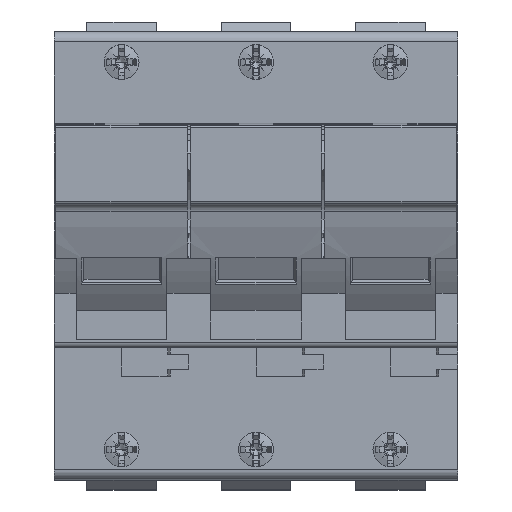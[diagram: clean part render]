
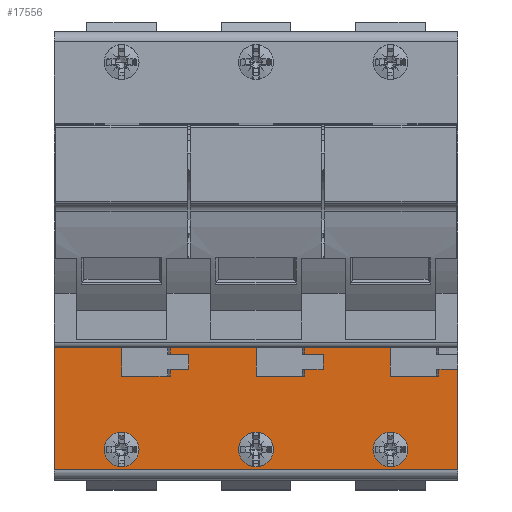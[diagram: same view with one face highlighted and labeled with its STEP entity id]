
A CAD part, top view. The second image highlights one B-rep face of the part: STEP entity #17556.
In plain terms, the highlighted planar face has unit normal (0, 0, 1).
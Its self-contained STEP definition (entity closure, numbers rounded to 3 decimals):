
#101=DIRECTION('',(0.,-1.,0.));
#102=VECTOR('',#101,24.6);
#103=CARTESIAN_POINT('',(0.,-40.2,43.5));
#104=LINE('',#103,#102);
#1291=DIRECTION('',(1.,0.,0.));
#1292=VECTOR('',#1291,81.);
#1293=CARTESIAN_POINT('',(0.,-64.8,43.5));
#1294=LINE('',#1293,#1292);
#1299=DIRECTION('',(1.,0.,0.));
#1300=VECTOR('',#1299,3.75);
#1301=CARTESIAN_POINT('',(50.25,-44.6,43.5));
#1302=LINE('',#1301,#1300);
#1303=DIRECTION('',(0.,1.,0.));
#1304=VECTOR('',#1303,1.4);
#1305=CARTESIAN_POINT('',(50.25,-41.6,43.5));
#1306=LINE('',#1305,#1304);
#1307=DIRECTION('',(1.,0.,0.));
#1308=VECTOR('',#1307,17.25);
#1309=CARTESIAN_POINT('',(50.25,-40.2,43.5));
#1310=LINE('',#1309,#1308);
#1311=DIRECTION('',(1.,0.,0.));
#1312=VECTOR('',#1311,3.75);
#1313=CARTESIAN_POINT('',(77.25,-44.6,43.5));
#1314=LINE('',#1313,#1312);
#1315=DIRECTION('',(1.,0.,0.));
#1316=VECTOR('',#1315,3.75);
#1317=CARTESIAN_POINT('',(23.25,-44.6,43.5));
#1318=LINE('',#1317,#1316);
#1319=DIRECTION('',(0.,1.,0.));
#1320=VECTOR('',#1319,1.4);
#1321=CARTESIAN_POINT('',(23.25,-41.6,43.5));
#1322=LINE('',#1321,#1320);
#1323=DIRECTION('',(1.,0.,0.));
#1324=VECTOR('',#1323,17.25);
#1325=CARTESIAN_POINT('',(23.25,-40.2,43.5));
#1326=LINE('',#1325,#1324);
#1327=CARTESIAN_POINT('',(67.5,-60.7,43.5));
#1328=DIRECTION('',(0.,0.,1.));
#1329=DIRECTION('',(0.,1.,0.));
#1330=AXIS2_PLACEMENT_3D('',#1327,#1328,#1329);
#1332=CARTESIAN_POINT('',(67.5,-60.7,43.5));
#1333=DIRECTION('',(0.,0.,1.));
#1334=DIRECTION('',(0.,-1.,0.));
#1335=AXIS2_PLACEMENT_3D('',#1332,#1333,#1334);
#1337=CARTESIAN_POINT('',(40.5,-60.7,43.5));
#1338=DIRECTION('',(0.,0.,1.));
#1339=DIRECTION('',(0.,1.,0.));
#1340=AXIS2_PLACEMENT_3D('',#1337,#1338,#1339);
#1342=CARTESIAN_POINT('',(40.5,-60.7,43.5));
#1343=DIRECTION('',(0.,0.,1.));
#1344=DIRECTION('',(0.,-1.,0.));
#1345=AXIS2_PLACEMENT_3D('',#1342,#1343,#1344);
#1347=CARTESIAN_POINT('',(13.5,-60.7,43.5));
#1348=DIRECTION('',(0.,0.,1.));
#1349=DIRECTION('',(0.,1.,0.));
#1350=AXIS2_PLACEMENT_3D('',#1347,#1348,#1349);
#1352=CARTESIAN_POINT('',(13.5,-60.7,43.5));
#1353=DIRECTION('',(0.,0.,1.));
#1354=DIRECTION('',(0.,-1.,0.));
#1355=AXIS2_PLACEMENT_3D('',#1352,#1353,#1354);
#1369=DIRECTION('',(0.,-1.,0.));
#1370=VECTOR('',#1369,3.);
#1371=CARTESIAN_POINT('',(54.,-41.6,43.5));
#1372=LINE('',#1371,#1370);
#1405=DIRECTION('',(0.,-1.,0.));
#1406=VECTOR('',#1405,1.4);
#1407=CARTESIAN_POINT('',(50.25,-44.6,43.5));
#1408=LINE('',#1407,#1406);
#1421=DIRECTION('',(-1.,0.,0.));
#1422=VECTOR('',#1421,9.75);
#1423=CARTESIAN_POINT('',(50.25,-46.,43.5));
#1424=LINE('',#1423,#1422);
#1425=DIRECTION('',(0.,1.,0.));
#1426=VECTOR('',#1425,5.8);
#1427=CARTESIAN_POINT('',(40.5,-46.,43.5));
#1428=LINE('',#1427,#1426);
#1453=DIRECTION('',(-1.,0.,0.));
#1454=VECTOR('',#1453,13.5);
#1455=CARTESIAN_POINT('',(13.5,-40.2,43.5));
#1456=LINE('',#1455,#1454);
#3104=DIRECTION('',(0.,1.,0.));
#3105=VECTOR('',#3104,20.2);
#3106=CARTESIAN_POINT('',(81.,-64.8,43.5));
#3107=LINE('',#3106,#3105);
#5456=DIRECTION('',(0.,1.,0.));
#5457=VECTOR('',#5456,5.8);
#5458=CARTESIAN_POINT('',(67.5,-46.,43.5));
#5459=LINE('',#5458,#5457);
#5472=DIRECTION('',(-1.,0.,0.));
#5473=VECTOR('',#5472,9.75);
#5474=CARTESIAN_POINT('',(77.25,-46.,43.5));
#5475=LINE('',#5474,#5473);
#5484=DIRECTION('',(0.,-1.,0.));
#5485=VECTOR('',#5484,1.4);
#5486=CARTESIAN_POINT('',(77.25,-44.6,43.5));
#5487=LINE('',#5486,#5485);
#6093=DIRECTION('',(1.,0.,0.));
#6094=VECTOR('',#6093,3.75);
#6095=CARTESIAN_POINT('',(50.25,-41.6,43.5));
#6096=LINE('',#6095,#6094);
#6121=DIRECTION('',(1.,0.,0.));
#6122=VECTOR('',#6121,3.75);
#6123=CARTESIAN_POINT('',(23.25,-41.6,43.5));
#6124=LINE('',#6123,#6122);
#6129=DIRECTION('',(0.,-1.,0.));
#6130=VECTOR('',#6129,3.);
#6131=CARTESIAN_POINT('',(27.,-41.6,43.5));
#6132=LINE('',#6131,#6130);
#6165=DIRECTION('',(0.,-1.,0.));
#6166=VECTOR('',#6165,1.4);
#6167=CARTESIAN_POINT('',(23.25,-44.6,43.5));
#6168=LINE('',#6167,#6166);
#6181=DIRECTION('',(-1.,0.,0.));
#6182=VECTOR('',#6181,9.75);
#6183=CARTESIAN_POINT('',(23.25,-46.,43.5));
#6184=LINE('',#6183,#6182);
#6185=DIRECTION('',(0.,1.,0.));
#6186=VECTOR('',#6185,5.8);
#6187=CARTESIAN_POINT('',(13.5,-46.,43.5));
#6188=LINE('',#6187,#6186);
#12572=CARTESIAN_POINT('',(0.,-40.2,43.5));
#12573=VERTEX_POINT('',#12572);
#12574=CARTESIAN_POINT('',(0.,-64.8,43.5));
#12575=VERTEX_POINT('',#12574);
#13410=CARTESIAN_POINT('',(81.,-64.8,43.5));
#13411=VERTEX_POINT('',#13410);
#13412=CARTESIAN_POINT('',(50.25,-44.6,43.5));
#13413=CARTESIAN_POINT('',(54.,-44.6,43.5));
#13414=VERTEX_POINT('',#13412);
#13415=VERTEX_POINT('',#13413);
#13416=CARTESIAN_POINT('',(54.,-41.6,43.5));
#13417=VERTEX_POINT('',#13416);
#13418=CARTESIAN_POINT('',(50.25,-41.6,43.5));
#13419=VERTEX_POINT('',#13418);
#13420=CARTESIAN_POINT('',(50.25,-40.2,43.5));
#13421=VERTEX_POINT('',#13420);
#13422=CARTESIAN_POINT('',(67.5,-40.2,43.5));
#13423=VERTEX_POINT('',#13422);
#13424=CARTESIAN_POINT('',(67.5,-46.,43.5));
#13425=VERTEX_POINT('',#13424);
#13426=CARTESIAN_POINT('',(77.25,-46.,43.5));
#13427=VERTEX_POINT('',#13426);
#13428=CARTESIAN_POINT('',(77.25,-44.6,43.5));
#13429=VERTEX_POINT('',#13428);
#13430=CARTESIAN_POINT('',(81.,-44.6,43.5));
#13431=VERTEX_POINT('',#13430);
#13432=CARTESIAN_POINT('',(13.5,-40.2,43.5));
#13433=VERTEX_POINT('',#13432);
#13434=CARTESIAN_POINT('',(13.5,-46.,43.5));
#13435=VERTEX_POINT('',#13434);
#13436=CARTESIAN_POINT('',(23.25,-46.,43.5));
#13437=VERTEX_POINT('',#13436);
#13438=CARTESIAN_POINT('',(23.25,-44.6,43.5));
#13439=VERTEX_POINT('',#13438);
#13440=CARTESIAN_POINT('',(27.,-44.6,43.5));
#13441=VERTEX_POINT('',#13440);
#13442=CARTESIAN_POINT('',(27.,-41.6,43.5));
#13443=VERTEX_POINT('',#13442);
#13444=CARTESIAN_POINT('',(23.25,-41.6,43.5));
#13445=VERTEX_POINT('',#13444);
#13446=CARTESIAN_POINT('',(23.25,-40.2,43.5));
#13447=VERTEX_POINT('',#13446);
#13448=CARTESIAN_POINT('',(40.5,-40.2,43.5));
#13449=VERTEX_POINT('',#13448);
#13450=CARTESIAN_POINT('',(40.5,-46.,43.5));
#13451=VERTEX_POINT('',#13450);
#13452=CARTESIAN_POINT('',(50.25,-46.,43.5));
#13453=VERTEX_POINT('',#13452);
#13454=CARTESIAN_POINT('',(67.5,-57.2,43.5));
#13455=CARTESIAN_POINT('',(67.5,-64.2,43.5));
#13456=VERTEX_POINT('',#13454);
#13457=VERTEX_POINT('',#13455);
#13458=CARTESIAN_POINT('',(40.5,-57.2,43.5));
#13459=CARTESIAN_POINT('',(40.5,-64.2,43.5));
#13460=VERTEX_POINT('',#13458);
#13461=VERTEX_POINT('',#13459);
#13462=CARTESIAN_POINT('',(13.5,-57.2,43.5));
#13463=CARTESIAN_POINT('',(13.5,-64.2,43.5));
#13464=VERTEX_POINT('',#13462);
#13465=VERTEX_POINT('',#13463);
#17485=CARTESIAN_POINT('',(13.5,-40.2,43.5));
#17486=DIRECTION('',(0.,0.,1.));
#17487=DIRECTION('',(0.,-1.,0.));
#17488=AXIS2_PLACEMENT_3D('',#17485,#17486,#17487);
#17489=PLANE('',#17488);
#17491=ORIENTED_EDGE('',*,*,#17490,.T.);
#17493=ORIENTED_EDGE('',*,*,#17492,.F.);
#17495=ORIENTED_EDGE('',*,*,#17494,.F.);
#17497=ORIENTED_EDGE('',*,*,#17496,.T.);
#17499=ORIENTED_EDGE('',*,*,#17498,.T.);
#17501=ORIENTED_EDGE('',*,*,#17500,.F.);
#17503=ORIENTED_EDGE('',*,*,#17502,.F.);
#17505=ORIENTED_EDGE('',*,*,#17504,.F.);
#17507=ORIENTED_EDGE('',*,*,#17506,.T.);
#17509=ORIENTED_EDGE('',*,*,#17508,.F.);
#17510=ORIENTED_EDGE('',*,*,#17476,.F.);
#17511=ORIENTED_EDGE('',*,*,#16218,.F.);
#17513=ORIENTED_EDGE('',*,*,#17512,.F.);
#17515=ORIENTED_EDGE('',*,*,#17514,.F.);
#17517=ORIENTED_EDGE('',*,*,#17516,.F.);
#17519=ORIENTED_EDGE('',*,*,#17518,.F.);
#17521=ORIENTED_EDGE('',*,*,#17520,.T.);
#17523=ORIENTED_EDGE('',*,*,#17522,.F.);
#17525=ORIENTED_EDGE('',*,*,#17524,.F.);
#17527=ORIENTED_EDGE('',*,*,#17526,.T.);
#17529=ORIENTED_EDGE('',*,*,#17528,.T.);
#17531=ORIENTED_EDGE('',*,*,#17530,.F.);
#17533=ORIENTED_EDGE('',*,*,#17532,.F.);
#17535=ORIENTED_EDGE('',*,*,#17534,.F.);
#17536=EDGE_LOOP('',(#17491,#17493,#17495,#17497,#17499,#17501,#17503,#17505,
#17507,#17509,#17510,#17511,#17513,#17515,#17517,#17519,#17521,#17523,#17525,
#17527,#17529,#17531,#17533,#17535));
#17537=FACE_OUTER_BOUND('',#17536,.F.);
#17539=ORIENTED_EDGE('',*,*,#17538,.T.);
#17541=ORIENTED_EDGE('',*,*,#17540,.T.);
#17542=EDGE_LOOP('',(#17539,#17541));
#17543=FACE_BOUND('',#17542,.F.);
#17545=ORIENTED_EDGE('',*,*,#17544,.T.);
#17547=ORIENTED_EDGE('',*,*,#17546,.T.);
#17548=EDGE_LOOP('',(#17545,#17547));
#17549=FACE_BOUND('',#17548,.F.);
#17551=ORIENTED_EDGE('',*,*,#17550,.T.);
#17553=ORIENTED_EDGE('',*,*,#17552,.T.);
#17554=EDGE_LOOP('',(#17551,#17553));
#17555=FACE_BOUND('',#17554,.F.);
#17556=ADVANCED_FACE('',(#17537,#17543,#17549,#17555),#17489,.T.);
#1331=CIRCLE('',#1330,3.5);
#1336=CIRCLE('',#1335,3.5);
#1341=CIRCLE('',#1340,3.5);
#1346=CIRCLE('',#1345,3.5);
#1351=CIRCLE('',#1350,3.5);
#1356=CIRCLE('',#1355,3.5);
#16218=EDGE_CURVE('',#12573,#12575,#104,.T.);
#17476=EDGE_CURVE('',#12575,#13411,#1294,.T.);
#17490=EDGE_CURVE('',#13414,#13415,#1302,.T.);
#17492=EDGE_CURVE('',#13417,#13415,#1372,.T.);
#17494=EDGE_CURVE('',#13419,#13417,#6096,.T.);
#17496=EDGE_CURVE('',#13419,#13421,#1306,.T.);
#17498=EDGE_CURVE('',#13421,#13423,#1310,.T.);
#17500=EDGE_CURVE('',#13425,#13423,#5459,.T.);
#17502=EDGE_CURVE('',#13427,#13425,#5475,.T.);
#17504=EDGE_CURVE('',#13429,#13427,#5487,.T.);
#17506=EDGE_CURVE('',#13429,#13431,#1314,.T.);
#17508=EDGE_CURVE('',#13411,#13431,#3107,.T.);
#17512=EDGE_CURVE('',#13433,#12573,#1456,.T.);
#17514=EDGE_CURVE('',#13435,#13433,#6188,.T.);
#17516=EDGE_CURVE('',#13437,#13435,#6184,.T.);
#17518=EDGE_CURVE('',#13439,#13437,#6168,.T.);
#17520=EDGE_CURVE('',#13439,#13441,#1318,.T.);
#17522=EDGE_CURVE('',#13443,#13441,#6132,.T.);
#17524=EDGE_CURVE('',#13445,#13443,#6124,.T.);
#17526=EDGE_CURVE('',#13445,#13447,#1322,.T.);
#17528=EDGE_CURVE('',#13447,#13449,#1326,.T.);
#17530=EDGE_CURVE('',#13451,#13449,#1428,.T.);
#17532=EDGE_CURVE('',#13453,#13451,#1424,.T.);
#17534=EDGE_CURVE('',#13414,#13453,#1408,.T.);
#17538=EDGE_CURVE('',#13456,#13457,#1331,.T.);
#17540=EDGE_CURVE('',#13457,#13456,#1336,.T.);
#17544=EDGE_CURVE('',#13460,#13461,#1341,.T.);
#17546=EDGE_CURVE('',#13461,#13460,#1346,.T.);
#17550=EDGE_CURVE('',#13464,#13465,#1351,.T.);
#17552=EDGE_CURVE('',#13465,#13464,#1356,.T.);
